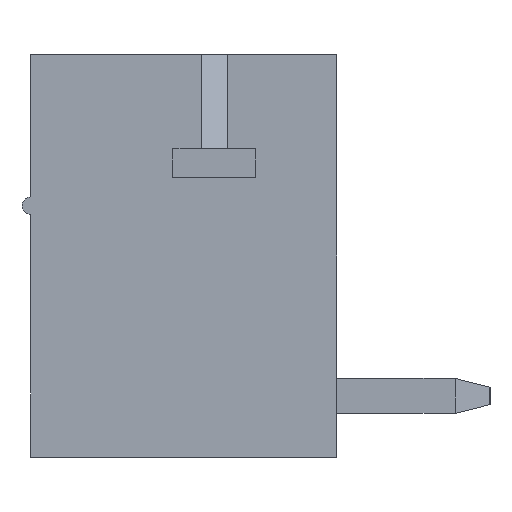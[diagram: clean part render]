
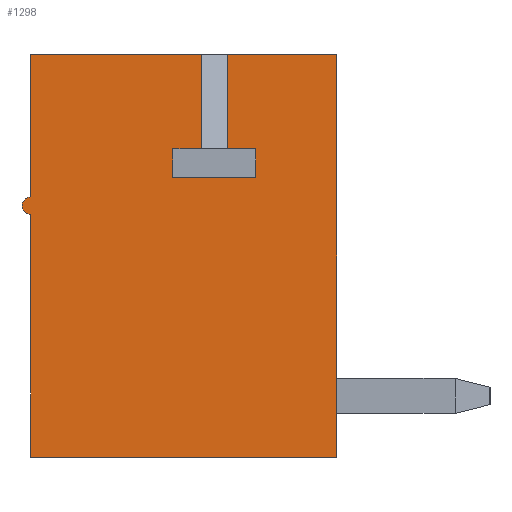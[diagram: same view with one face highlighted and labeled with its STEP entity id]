
A CAD part, left-side view. The second image highlights one B-rep face of the part: STEP entity #1298.
In plain terms, the highlighted planar face has unit normal (-1, 0, 0).
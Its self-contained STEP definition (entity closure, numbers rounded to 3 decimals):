
#1298 = ADVANCED_FACE( '', ( #2569 ), #2570, .F. );
#2569 = FACE_OUTER_BOUND( '', #3802, .T. );
#2570 = PLANE( '', #3803 );
#3802 = EDGE_LOOP( '', ( #7533, #7534, #7535, #7536, #7537, #7538, #7539, #7540, #7541, #7542, #7543, #7544, #7545, #7546 ) );
#3803 = AXIS2_PLACEMENT_3D( '', #7547, #7548, #7549 );
#7533 = ORIENTED_EDGE( '', *, *, #9021, .T. );
#7534 = ORIENTED_EDGE( '', *, *, #8793, .T. );
#7535 = ORIENTED_EDGE( '', *, *, #8960, .F. );
#7536 = ORIENTED_EDGE( '', *, *, #8407, .T. );
#7537 = ORIENTED_EDGE( '', *, *, #8612, .T. );
#7538 = ORIENTED_EDGE( '', *, *, #8147, .T. );
#7539 = ORIENTED_EDGE( '', *, *, #9077, .F. );
#7540 = ORIENTED_EDGE( '', *, *, #8926, .F. );
#7541 = ORIENTED_EDGE( '', *, *, #8957, .F. );
#7542 = ORIENTED_EDGE( '', *, *, #9011, .T. );
#7543 = ORIENTED_EDGE( '', *, *, #7608, .T. );
#7544 = ORIENTED_EDGE( '', *, *, #9067, .T. );
#7545 = ORIENTED_EDGE( '', *, *, #8885, .T. );
#7546 = ORIENTED_EDGE( '', *, *, #9084, .T. );
#7547 = CARTESIAN_POINT( '', ( -15.835, 0., 0. ) );
#7548 = DIRECTION( '', ( 1., 0., 0. ) );
#7549 = DIRECTION( '', ( 0., 0., -1. ) );
#7608 = EDGE_CURVE( '', #9112, #9113, #9114, .T. );
#8147 = EDGE_CURVE( '', #10030, #10035, #10037, .T. );
#8407 = EDGE_CURVE( '', #10443, #10448, #10450, .T. );
#8612 = EDGE_CURVE( '', #10448, #10030, #10729, .F. );
#8793 = EDGE_CURVE( '', #10988, #10116, #10990, .T. );
#8885 = EDGE_CURVE( '', #11098, #11099, #11100, .T. );
#8926 = EDGE_CURVE( '', #11150, #11152, #11153, .T. );
#8957 = EDGE_CURVE( '', #10114, #11150, #11187, .T. );
#8960 = EDGE_CURVE( '', #10443, #10116, #11190, .T. );
#9011 = EDGE_CURVE( '', #10114, #9112, #11244, .T. );
#9021 = EDGE_CURVE( '', #11254, #10988, #11255, .T. );
#9067 = EDGE_CURVE( '', #9113, #11098, #11301, .T. );
#9077 = EDGE_CURVE( '', #11152, #10035, #11311, .T. );
#9084 = EDGE_CURVE( '', #11099, #11254, #11318, .T. );
#9112 = VERTEX_POINT( '', #11354 );
#9113 = VERTEX_POINT( '', #11355 );
#9114 = LINE( '', #11356, #11357 );
#10030 = VERTEX_POINT( '', #12681 );
#10035 = VERTEX_POINT( '', #12688 );
#10037 = LINE( '', #12691, #12692 );
#10114 = VERTEX_POINT( '', #12805 );
#10116 = VERTEX_POINT( '', #12808 );
#10443 = VERTEX_POINT( '', #13293 );
#10448 = VERTEX_POINT( '', #13300 );
#10450 = LINE( '', #13303, #13304 );
#10729 = CIRCLE( '', #13722, 0.2 );
#10988 = VERTEX_POINT( '', #14101 );
#10990 = LINE( '', #14104, #14105 );
#11098 = VERTEX_POINT( '', #14266 );
#11099 = VERTEX_POINT( '', #14267 );
#11100 = LINE( '', #14268, #14269 );
#11150 = VERTEX_POINT( '', #14348 );
#11152 = VERTEX_POINT( '', #14351 );
#11153 = LINE( '', #14352, #14353 );
#11187 = LINE( '', #14410, #14411 );
#11190 = LINE( '', #14416, #14417 );
#11244 = LINE( '', #14493, #14494 );
#11254 = VERTEX_POINT( '', #14508 );
#11255 = LINE( '', #14509, #14510 );
#11301 = LINE( '', #14571, #14572 );
#11311 = LINE( '', #14584, #14585 );
#11318 = LINE( '', #14593, #14594 );
#11354 = CARTESIAN_POINT( '', ( -15.835, -1.1, 2.45 ) );
#11355 = CARTESIAN_POINT( '', ( -15.835, -1.75, 2.45 ) );
#11356 = CARTESIAN_POINT( '', ( -15.835, -1.1, 2.45 ) );
#11357 = VECTOR( '', #14612, 1000. );
#12681 = CARTESIAN_POINT( '', ( -15.835, 3.4, 0.95 ) );
#12688 = CARTESIAN_POINT( '', ( -15.835, 3.4, -4.6 ) );
#12691 = CARTESIAN_POINT( '', ( -15.835, 3.4, 0. ) );
#12692 = VECTOR( '', #15105, 1000. );
#12805 = CARTESIAN_POINT( '', ( -15.835, -1.1, 4.6 ) );
#12808 = CARTESIAN_POINT( '', ( -15.835, -0.5, 4.6 ) );
#13293 = CARTESIAN_POINT( '', ( -15.835, 3.4, 4.6 ) );
#13300 = CARTESIAN_POINT( '', ( -15.835, 3.4, 1.35 ) );
#13303 = CARTESIAN_POINT( '', ( -15.835, 3.4, 0. ) );
#13304 = VECTOR( '', #15325, 1000. );
#13722 = AXIS2_PLACEMENT_3D( '', #15477, #15478, #15479 );
#14101 = CARTESIAN_POINT( '', ( -15.835, -0.5, 2.45 ) );
#14104 = CARTESIAN_POINT( '', ( -15.835, -0.5, 2.45 ) );
#14105 = VECTOR( '', #15631, 1000. );
#14266 = CARTESIAN_POINT( '', ( -15.835, -1.75, 1.8 ) );
#14267 = CARTESIAN_POINT( '', ( -15.835, 0.15, 1.8 ) );
#14268 = CARTESIAN_POINT( '', ( -15.835, -1.75, 1.8 ) );
#14269 = VECTOR( '', #15706, 1000. );
#14348 = CARTESIAN_POINT( '', ( -15.835, -3.6, 4.6 ) );
#14351 = CARTESIAN_POINT( '', ( -15.835, -3.6, -4.6 ) );
#14352 = CARTESIAN_POINT( '', ( -15.835, -3.6, 4.6 ) );
#14353 = VECTOR( '', #15737, 1000. );
#14410 = CARTESIAN_POINT( '', ( -15.835, 3.6, 4.6 ) );
#14411 = VECTOR( '', #15770, 1000. );
#14416 = CARTESIAN_POINT( '', ( -15.835, 3.6, 4.6 ) );
#14417 = VECTOR( '', #15773, 1000. );
#14493 = CARTESIAN_POINT( '', ( -15.835, -1.1, 4.6 ) );
#14494 = VECTOR( '', #15799, 1000. );
#14508 = CARTESIAN_POINT( '', ( -15.835, 0.15, 2.45 ) );
#14509 = CARTESIAN_POINT( '', ( -15.835, 0.15, 2.45 ) );
#14510 = VECTOR( '', #15804, 1000. );
#14571 = CARTESIAN_POINT( '', ( -15.835, -1.75, 2.45 ) );
#14572 = VECTOR( '', #15820, 1000. );
#14584 = CARTESIAN_POINT( '', ( -15.835, -3.6, -4.6 ) );
#14585 = VECTOR( '', #15823, 1000. );
#14593 = CARTESIAN_POINT( '', ( -15.835, 0.15, 1.8 ) );
#14594 = VECTOR( '', #15825, 1000. );
#14612 = DIRECTION( '', ( 0., -1., 0. ) );
#15105 = DIRECTION( '', ( 0., 0., -1. ) );
#15325 = DIRECTION( '', ( 0., 0., -1. ) );
#15477 = CARTESIAN_POINT( '', ( -15.835, 3.4, 1.15 ) );
#15478 = DIRECTION( '', ( 1., 0., 0. ) );
#15479 = DIRECTION( '', ( 0., 0., -1. ) );
#15631 = DIRECTION( '', ( 0., 0., 1. ) );
#15706 = DIRECTION( '', ( 0., 1., 0. ) );
#15737 = DIRECTION( '', ( 0., 0., -1. ) );
#15770 = DIRECTION( '', ( 0., -1., 0. ) );
#15773 = DIRECTION( '', ( 0., -1., 0. ) );
#15799 = DIRECTION( '', ( 0., 0., -1. ) );
#15804 = DIRECTION( '', ( 0., -1., 0. ) );
#15820 = DIRECTION( '', ( 0., 0., -1. ) );
#15823 = DIRECTION( '', ( 0., 1., 0. ) );
#15825 = DIRECTION( '', ( 0., 0., 1. ) );
